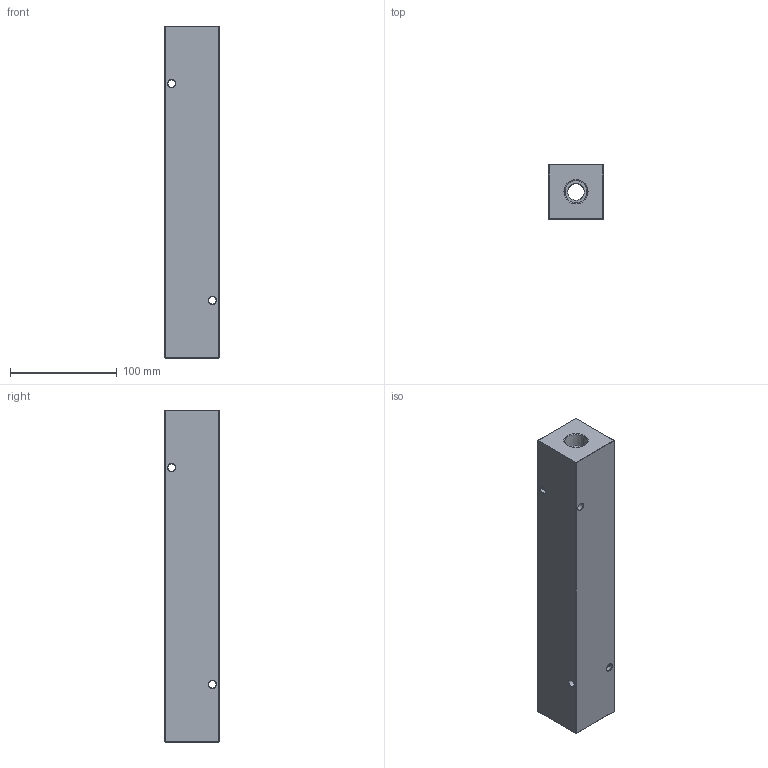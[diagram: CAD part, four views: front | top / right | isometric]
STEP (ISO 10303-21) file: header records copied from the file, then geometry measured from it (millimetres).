
FILE_DESCRIPTION (( 'STEP AP203' ), '1' );
FILE_NAME ('HM-6-90-P-8-6.STEP', '2020-10-30T13:47:17', ( '' ), ( '' ), 'SwSTEP 2.0', 'SolidWorks 2019', '' );
FILE_SCHEMA (( 'CONFIG_CONTROL_DESIGN' ));
Length unit declared in the file: inch
Products named in the file (1): HM-6-90-P-8-6
Bounding box: 50.8 x 50.8 x 311.15 mm (x, y, z)
Volume: 686673.1 mm3; surface area: 94532.9 mm2
Topology: 1 solids, 1 shells, 537 faces, 1407 edges, 918 vertices
Faces by surface type: plane 244, bspline 203, cone 48, cylinder 42
Entity records: 27214 total; most frequent: CARTESIAN_POINT 15272, ORIENTED_EDGE 2814, DIRECTION 1741, EDGE_CURVE 1407, VERTEX_POINT 918, LINE 815, VECTOR 815, EDGE_LOOP 621
